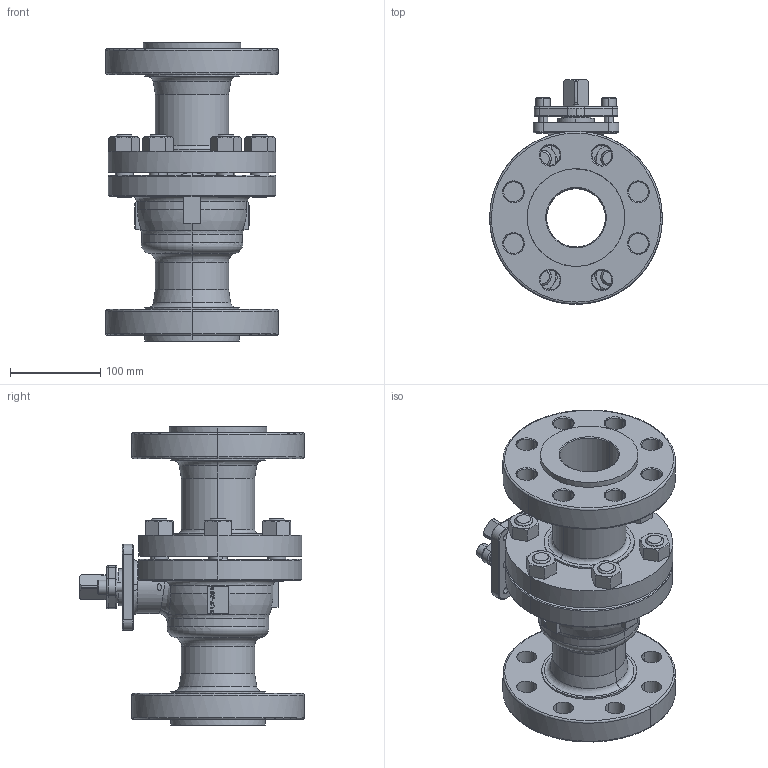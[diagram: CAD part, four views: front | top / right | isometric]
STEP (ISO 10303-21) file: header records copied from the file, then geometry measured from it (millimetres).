
FILE_DESCRIPTION (( 'STEP AP214' ), '1' );
FILE_NAME ('FM-F6-0250-XXX.step', '2019-10-30T12:43:02', ( '' ), ( '' ), 'SwSTEP 2.0', 'SolidWorks 2019', '' );
FILE_SCHEMA (( 'AUTOMOTIVE_DESIGN' ));
Length unit declared in the file: inch
Products named in the file (1): FM-F6-0250-XXX
Bounding box: 191 x 248.5 x 330 mm (x, y, z)
Surface area: 413036.5 mm2 (no closed solid volume)
Topology: 0 solids, 41 shells, 515 faces, 1422 edges, 942 vertices
Faces by surface type: plane 176, cylinder 142, cone 113, torus 53, bspline 27, sphere 4
Entity records: 38205 total; most frequent: CARTESIAN_POINT 21274, ORIENTED_EDGE 2456, EDGE_CURVE 1418, B_SPLINE_CURVE_WITH_KNOTS 1316, DIRECTION 1106, VERTEX_POINT 942, EDGE_LOOP 611, AXIS2_PLACEMENT_3D 521
